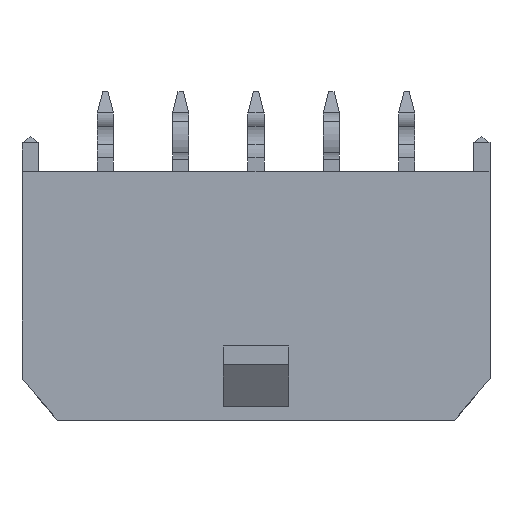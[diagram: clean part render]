
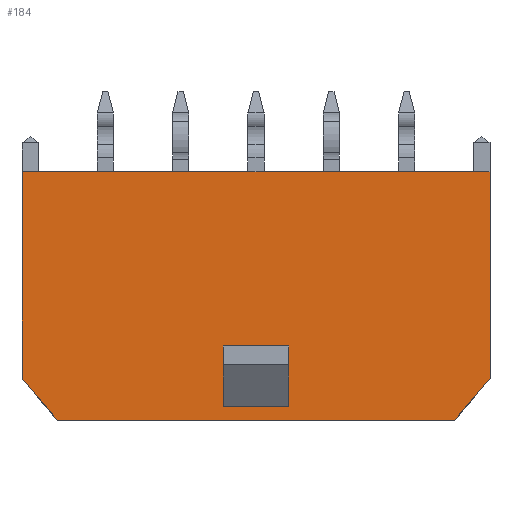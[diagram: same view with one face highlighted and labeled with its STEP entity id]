
A CAD part, top view. The second image highlights one B-rep face of the part: STEP entity #184.
In plain terms, the highlighted planar face has unit normal (0, 0, 1).
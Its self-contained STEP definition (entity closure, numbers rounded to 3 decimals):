
#85=FACE_BOUND('',#775,.T.);
#86=FACE_BOUND('',#776,.T.);
#184=ADVANCED_FACE('',(#85,#86),#389,.T.);
#389=PLANE('',#3697);
#775=EDGE_LOOP('',(#1230,#1231,#1232,#1233,#1234,#1235));
#776=EDGE_LOOP('',(#1236,#1237,#1238,#1239));
#1230=ORIENTED_EDGE('',*,*,#2477,.F.);
#1231=ORIENTED_EDGE('',*,*,#2442,.F.);
#1232=ORIENTED_EDGE('',*,*,#2339,.T.);
#1233=ORIENTED_EDGE('',*,*,#2506,.T.);
#1234=ORIENTED_EDGE('',*,*,#2474,.F.);
#1235=ORIENTED_EDGE('',*,*,#2501,.F.);
#1236=ORIENTED_EDGE('',*,*,#2507,.T.);
#1237=ORIENTED_EDGE('',*,*,#2508,.T.);
#1238=ORIENTED_EDGE('',*,*,#2509,.F.);
#1239=ORIENTED_EDGE('',*,*,#2510,.F.);
#2027=VERTEX_POINT('',#5033);
#2028=VERTEX_POINT('',#5035);
#2120=VERTEX_POINT('',#5245);
#2146=VERTEX_POINT('',#5303);
#2149=VERTEX_POINT('',#5308);
#2150=VERTEX_POINT('',#5312);
#2177=VERTEX_POINT('',#5373);
#2178=VERTEX_POINT('',#5374);
#2179=VERTEX_POINT('',#5376);
#2180=VERTEX_POINT('',#5378);
#2339=EDGE_CURVE('',#2028,#2027,#2796,.T.);
#2442=EDGE_CURVE('',#2028,#2120,#2875,.T.);
#2474=EDGE_CURVE('',#2149,#2146,#2907,.T.);
#2477=EDGE_CURVE('',#2120,#2150,#2910,.T.);
#2501=EDGE_CURVE('',#2150,#2149,#2934,.T.);
#2506=EDGE_CURVE('',#2027,#2146,#2939,.T.);
#2507=EDGE_CURVE('',#2177,#2178,#2940,.T.);
#2508=EDGE_CURVE('',#2178,#2179,#2941,.T.);
#2509=EDGE_CURVE('',#2180,#2179,#2942,.T.);
#2510=EDGE_CURVE('',#2177,#2180,#2943,.T.);
#2796=LINE('',#5034,#3229);
#2875=LINE('',#5244,#3308);
#2907=LINE('',#5309,#3340);
#2910=LINE('',#5315,#3343);
#2934=LINE('',#5363,#3367);
#2939=LINE('',#5371,#3372);
#2940=LINE('',#5372,#3373);
#2941=LINE('',#5375,#3374);
#2942=LINE('',#5377,#3375);
#2943=LINE('',#5379,#3376);
#3229=VECTOR('',#4026,1.);
#3308=VECTOR('',#4183,1.);
#3340=VECTOR('',#4221,1.);
#3343=VECTOR('',#4226,1.);
#3367=VECTOR('',#4252,1.);
#3372=VECTOR('',#4259,1.);
#3373=VECTOR('',#4260,1.);
#3374=VECTOR('',#4261,1.);
#3375=VECTOR('',#4262,1.);
#3376=VECTOR('',#4263,1.);
#3697=AXIS2_PLACEMENT_3D('',#5380,#4264,#4265);
#4026=DIRECTION('',(-1.,0.,0.));
#4183=DIRECTION('',(0.,-1.,0.));
#4221=DIRECTION('',(-0.643,0.766,0.));
#4226=DIRECTION('',(-0.643,-0.766,0.));
#4252=DIRECTION('',(-1.,0.,0.));
#4259=DIRECTION('',(0.,-1.,0.));
#4260=DIRECTION('',(-1.,0.,0.));
#4261=DIRECTION('',(0.,1.,0.));
#4262=DIRECTION('',(-1.,0.,0.));
#4263=DIRECTION('',(0.,1.,0.));
#4264=DIRECTION('',(0.,0.,1.));
#4265=DIRECTION('',(1.,0.,0.));
#5033=CARTESIAN_POINT('',(-9.32,9.9,3.86));
#5034=CARTESIAN_POINT('',(9.32,9.9,3.86));
#5035=CARTESIAN_POINT('',(9.32,9.9,3.86));
#5244=CARTESIAN_POINT('',(9.32,9.9,3.86));
#5245=CARTESIAN_POINT('',(9.32,1.668,3.86));
#5303=CARTESIAN_POINT('',(-9.32,1.668,3.86));
#5308=CARTESIAN_POINT('',(-7.92,0.,3.86));
#5309=CARTESIAN_POINT('',(-7.92,0.,3.86));
#5312=CARTESIAN_POINT('',(7.92,0.,3.86));
#5315=CARTESIAN_POINT('',(9.32,1.668,3.86));
#5363=CARTESIAN_POINT('',(9.32,0.,3.86));
#5371=CARTESIAN_POINT('',(-9.32,9.9,3.86));
#5372=CARTESIAN_POINT('',(1.3,0.54,3.86));
#5373=CARTESIAN_POINT('',(1.3,0.54,3.86));
#5374=CARTESIAN_POINT('',(-1.3,0.54,3.86));
#5375=CARTESIAN_POINT('',(-1.3,0.54,3.86));
#5376=CARTESIAN_POINT('',(-1.3,2.95,3.86));
#5377=CARTESIAN_POINT('',(1.3,2.95,3.86));
#5378=CARTESIAN_POINT('',(1.3,2.95,3.86));
#5379=CARTESIAN_POINT('',(1.3,0.54,3.86));
#5380=CARTESIAN_POINT('',(9.32,9.9,3.86));
